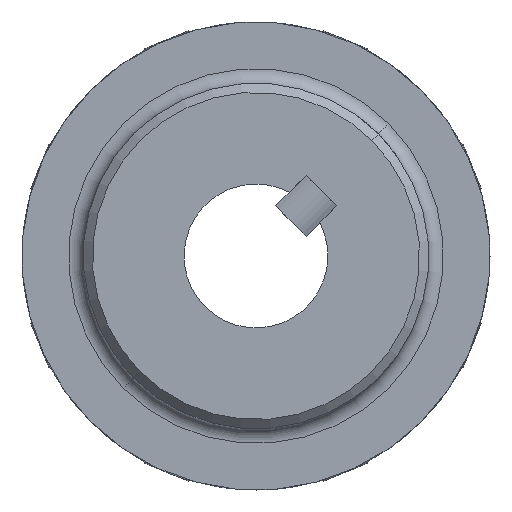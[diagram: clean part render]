
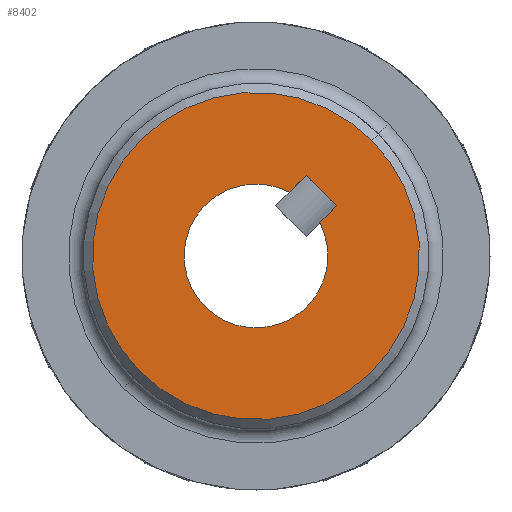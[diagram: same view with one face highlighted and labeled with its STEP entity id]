
A CAD part, front view. The second image highlights one B-rep face of the part: STEP entity #8402.
In plain terms, the highlighted planar face has unit normal (0, -1, 0).
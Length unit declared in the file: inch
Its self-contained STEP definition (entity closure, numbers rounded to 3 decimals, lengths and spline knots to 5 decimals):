
#666 = CIRCLE ( 'NONE', #3539, 0.895 ) ;
#667 = LINE ( 'NONE', #2191, #670 ) ;
#668 = CIRCLE ( 'NONE', #3540, 0.3935 ) ;
#670 = VECTOR ( 'NONE', #2181, 39.37008 ) ;
#672 = LINE ( 'NONE', #2202, #675 ) ;
#675 = VECTOR ( 'NONE', #2203, 39.37008 ) ;
#676 = LINE ( 'NONE', #2205, #679 ) ;
#679 = VECTOR ( 'NONE', #2206, 39.37008 ) ;
#836 = CIRCLE ( 'NONE', #3581, 0.3935 ) ;
#842 = CIRCLE ( 'NONE', #3583, 0.895 ) ;
#1187 = EDGE_CURVE ( 'NONE', #6475, #4151, #666, .T. ) ;
#1188 = EDGE_CURVE ( 'NONE', #6590, #8831, #667, .T. ) ;
#1189 = EDGE_CURVE ( 'NONE', #8832, #6562, #668, .T. ) ;
#1191 = EDGE_CURVE ( 'NONE', #8950, #8832, #672, .T. ) ;
#1193 = EDGE_CURVE ( 'NONE', #8831, #8950, #676, .T. ) ;
#1304 = EDGE_CURVE ( 'NONE', #6562, #6590, #836, .T. ) ;
#1309 = EDGE_CURVE ( 'NONE', #4151, #6475, #842, .T. ) ;
#2181 = DIRECTION ( 'NONE',  ( 0.708, 0., 0.707 ) ) ;
#2191 = CARTESIAN_POINT ( 'NONE',  ( -0.70151, -0.29438, 0.2747 ) ) ;
#2192 = CARTESIAN_POINT ( 'NONE',  ( -1.14297, -0.29438, 0. ) ) ;
#2193 = DIRECTION ( 'NONE',  ( 0., -1., 0. ) ) ;
#2194 = DIRECTION ( 'NONE',  ( -0.708, 0., -0.707 ) ) ;
#2199 = CARTESIAN_POINT ( 'NONE',  ( -1.14297, -0.29438, 0. ) ) ;
#2200 = DIRECTION ( 'NONE',  ( 0., -1., 0. ) ) ;
#2201 = DIRECTION ( 'NONE',  ( -0.708, 0., -0.707 ) ) ;
#2202 = CARTESIAN_POINT ( 'NONE',  ( -0.86754, -0.29438, 0.44101 ) ) ;
#2203 = DIRECTION ( 'NONE',  ( -0.708, 0., -0.707 ) ) ;
#2205 = CARTESIAN_POINT ( 'NONE',  ( -0.70151, -0.29438, 0.2747 ) ) ;
#2206 = DIRECTION ( 'NONE',  ( -0.707, 0., 0.708 ) ) ;
#2607 = CARTESIAN_POINT ( 'NONE',  ( -1.14297, -0.29438, 0. ) ) ;
#2608 = DIRECTION ( 'NONE',  ( 0., -1., 0. ) ) ;
#2609 = DIRECTION ( 'NONE',  ( -0.708, 0., -0.707 ) ) ;
#3481 = CARTESIAN_POINT ( 'NONE',  ( -1.14297, -0.29438, 0. ) ) ;
#3482 = DIRECTION ( 'NONE',  ( 0., -1., 0. ) ) ;
#3483 = DIRECTION ( 'NONE',  ( -0.708, 0., -0.707 ) ) ;
#3539 = AXIS2_PLACEMENT_3D ( 'NONE', #2192, #2193, #2194 ) ;
#3540 = AXIS2_PLACEMENT_3D ( 'NONE', #2199, #2200, #2201 ) ;
#3581 = AXIS2_PLACEMENT_3D ( 'NONE', #3481, #3482, #3483 ) ;
#3583 = AXIS2_PLACEMENT_3D ( 'NONE', #2607, #2608, #2609 ) ;
#4151 = VERTEX_POINT ( 'NONE', #4621 ) ;
#4621 = CARTESIAN_POINT ( 'NONE',  ( -1.77634, -0.29438, -0.63234 ) ) ;
#4710 = CARTESIAN_POINT ( 'NONE',  ( -0.50959, -0.29438, 0.63234 ) ) ;
#4756 = CARTESIAN_POINT ( 'NONE',  ( -1.42144, -0.29438, -0.27802 ) ) ;
#4772 = CARTESIAN_POINT ( 'NONE',  ( -0.79418, -0.29438, 0.18218 ) ) ;
#6043 = AXIS2_PLACEMENT_3D ( 'NONE', #6300, #6301, #6302 ) ;
#6158 = FACE_OUTER_BOUND ( 'NONE', #9235, .T. ) ;
#6159 = FACE_BOUND ( 'NONE', #9241, .T. ) ;
#6290 = PLANE ( 'NONE',  #6043 ) ;
#6300 = CARTESIAN_POINT ( 'NONE',  ( -1.14297, -0.29438, 0. ) ) ;
#6301 = DIRECTION ( 'NONE',  ( 0., -1., 0. ) ) ;
#6302 = DIRECTION ( 'NONE',  ( -0.708, 0., -0.707 ) ) ;
#6475 = VERTEX_POINT ( 'NONE', #4710 ) ;
#6562 = VERTEX_POINT ( 'NONE', #4756 ) ;
#6590 = VERTEX_POINT ( 'NONE', #4772 ) ;
#6714 = CARTESIAN_POINT ( 'NONE',  ( -0.70151, -0.29438, 0.2747 ) ) ;
#6715 = CARTESIAN_POINT ( 'NONE',  ( -0.96022, -0.29438, 0.34849 ) ) ;
#6788 = CARTESIAN_POINT ( 'NONE',  ( -0.86754, -0.29438, 0.44101 ) ) ;
#8402 = ADVANCED_FACE ( 'NONE', ( #6158, #6159 ), #6290, .T. ) ;
#8771 = ORIENTED_EDGE ( 'NONE', *, *, #1309, .T. ) ;
#8777 = ORIENTED_EDGE ( 'NONE', *, *, #1188, .F. ) ;
#8794 = ORIENTED_EDGE ( 'NONE', *, *, #1187, .T. ) ;
#8831 = VERTEX_POINT ( 'NONE', #6714 ) ;
#8832 = VERTEX_POINT ( 'NONE', #6715 ) ;
#8858 = ORIENTED_EDGE ( 'NONE', *, *, #1191, .F. ) ;
#8950 = VERTEX_POINT ( 'NONE', #6788 ) ;
#8974 = ORIENTED_EDGE ( 'NONE', *, *, #1304, .F. ) ;
#8985 = ORIENTED_EDGE ( 'NONE', *, *, #1193, .F. ) ;
#9007 = ORIENTED_EDGE ( 'NONE', *, *, #1189, .F. ) ;
#9235 = EDGE_LOOP ( 'NONE', ( #8794, #8771 ) ) ;
#9241 = EDGE_LOOP ( 'NONE', ( #8777, #8974, #9007, #8858, #8985 ) ) ;
